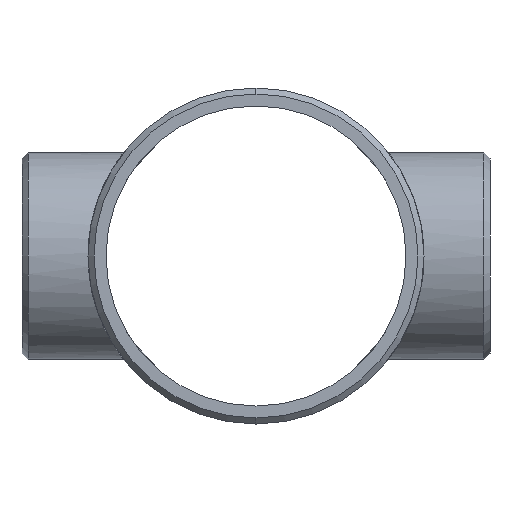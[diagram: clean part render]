
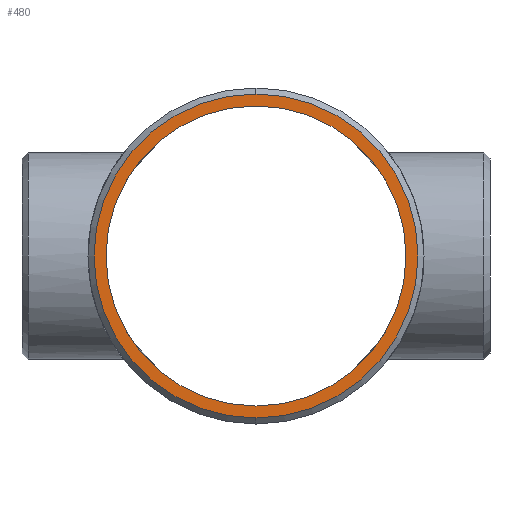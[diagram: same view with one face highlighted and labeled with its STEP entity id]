
A CAD part, left-side view. The second image highlights one B-rep face of the part: STEP entity #480.
In plain terms, the highlighted planar face has unit normal (-1, 0, 0).
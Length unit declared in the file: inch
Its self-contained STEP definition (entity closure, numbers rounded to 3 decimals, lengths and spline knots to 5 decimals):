
#10 = CARTESIAN_POINT ( 'NONE',  ( -11., 0., 0. ) ) ;
#38 = DIRECTION ( 'NONE',  ( 0., 0., 1. ) ) ;
#42 = ORIENTED_EDGE ( 'NONE', *, *, #749, .T. ) ;
#49 = AXIS2_PLACEMENT_3D ( 'NONE', #183, #633, #1334 ) ;
#50 = ORIENTED_EDGE ( 'NONE', *, *, #1491, .T. ) ;
#138 = CARTESIAN_POINT ( 'NONE',  ( -11., 0., -6.25 ) ) ;
#155 = EDGE_LOOP ( 'NONE', ( #632, #834 ) ) ;
#183 = CARTESIAN_POINT ( 'NONE',  ( -11., 0., 0. ) ) ;
#217 = CIRCLE ( 'NONE', #690, 6.25 ) ;
#275 = VERTEX_POINT ( 'NONE', #138 ) ;
#287 = CARTESIAN_POINT ( 'NONE',  ( -11., 0., 0. ) ) ;
#307 = DIRECTION ( 'NONE',  ( 0., 0., -1. ) ) ;
#362 = AXIS2_PLACEMENT_3D ( 'NONE', #893, #981, #307 ) ;
#368 = VERTEX_POINT ( 'NONE', #1291 ) ;
#464 = DIRECTION ( 'NONE',  ( -1., 0., 0. ) ) ;
#480 = ADVANCED_FACE ( 'NONE', ( #1232, #1004 ), #1461, .T. ) ;
#502 = EDGE_CURVE ( 'NONE', #275, #1169, #1355, .T. ) ;
#529 = EDGE_LOOP ( 'NONE', ( #42, #50 ) ) ;
#615 = DIRECTION ( 'NONE',  ( 1., 0., 0. ) ) ;
#632 = ORIENTED_EDGE ( 'NONE', *, *, #1273, .T. ) ;
#633 = DIRECTION ( 'NONE',  ( 1., 0., 0. ) ) ;
#690 = AXIS2_PLACEMENT_3D ( 'NONE', #874, #615, #38 ) ;
#749 = EDGE_CURVE ( 'NONE', #1423, #368, #797, .T. ) ;
#754 = CARTESIAN_POINT ( 'NONE',  ( -11., 0., 6.25 ) ) ;
#797 = CIRCLE ( 'NONE', #1115, 6.75 ) ;
#834 = ORIENTED_EDGE ( 'NONE', *, *, #502, .T. ) ;
#874 = CARTESIAN_POINT ( 'NONE',  ( -11., 0., 0. ) ) ;
#893 = CARTESIAN_POINT ( 'NONE',  ( -11., 0., 0. ) ) ;
#935 = CIRCLE ( 'NONE', #1374, 6.75 ) ;
#981 = DIRECTION ( 'NONE',  ( -1., 0., 0. ) ) ;
#1004 = FACE_BOUND ( 'NONE', #155, .T. ) ;
#1097 = DIRECTION ( 'NONE',  ( 0., 0., 1. ) ) ;
#1115 = AXIS2_PLACEMENT_3D ( 'NONE', #287, #1314, #1097 ) ;
#1169 = VERTEX_POINT ( 'NONE', #754 ) ;
#1172 = DIRECTION ( 'NONE',  ( 0., 0., 1. ) ) ;
#1232 = FACE_OUTER_BOUND ( 'NONE', #529, .T. ) ;
#1273 = EDGE_CURVE ( 'NONE', #1169, #275, #217, .T. ) ;
#1291 = CARTESIAN_POINT ( 'NONE',  ( -11., 0., 6.75 ) ) ;
#1314 = DIRECTION ( 'NONE',  ( -1., 0., 0. ) ) ;
#1334 = DIRECTION ( 'NONE',  ( 0., 0., 1. ) ) ;
#1355 = CIRCLE ( 'NONE', #49, 6.25 ) ;
#1370 = CARTESIAN_POINT ( 'NONE',  ( -11., 0., -6.75 ) ) ;
#1374 = AXIS2_PLACEMENT_3D ( 'NONE', #10, #464, #1172 ) ;
#1423 = VERTEX_POINT ( 'NONE', #1370 ) ;
#1461 = PLANE ( 'NONE',  #362 ) ;
#1491 = EDGE_CURVE ( 'NONE', #368, #1423, #935, .T. ) ;
